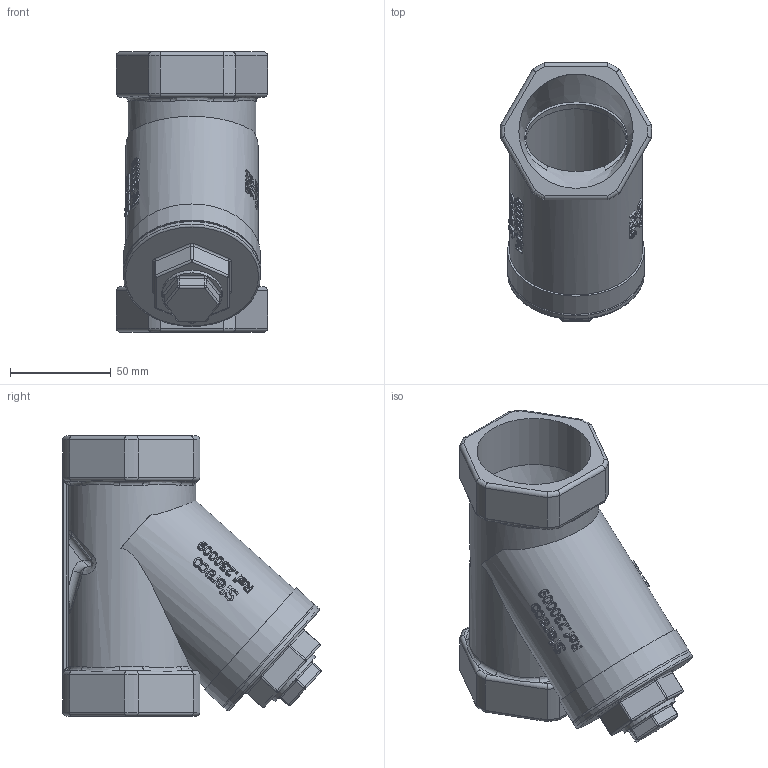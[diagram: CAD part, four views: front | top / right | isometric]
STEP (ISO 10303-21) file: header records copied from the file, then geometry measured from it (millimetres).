
FILE_DESCRIPTION(/* description */ ('230009'),/* implementation_level */ '2;1');
FILE_NAME(/* name */ '230009.stp',/* time_stamp */ '2015-10-09T13:16:55+02:00',/* author */ ('jmorand'),/* organization */ ('Sferaco'),/* preprocessor_version */ 'ST-DEVELOPER v16.1',/* originating_system */ 'Autodesk Inventor 2016',/* authorisation */ '');
FILE_SCHEMA (('AUTOMOTIVE_DESIGN { 1 0 10303 214 3 1 1 }'));
Length unit declared in the file: millimetre
Products named in the file (1): 230009_bd
Bounding box: 74.97 x 128.08 x 139 mm (x, y, z)
Volume: 260230.1 mm3; surface area: 109994 mm2
Topology: 1 solids, 1 shells, 700 faces, 1781 edges, 1125 vertices
Faces by surface type: bspline 282, plane 206, cylinder 141, torus 56, sphere 14, cone 1
Full cylindrical faces by diameter (mm): 24.117 x1, 30 x1, 50 x1, 53 x1, 54 x1, 55 x1, 56.656 x2, 58.376 x1, 66 x1, 68 x2
Entity records: 29958 total; most frequent: CARTESIAN_POINT 14213, ORIENTED_EDGE 3506, DIRECTION 2379, EDGE_CURVE 1753, VERTEX_POINT 1119, AXIS2_PLACEMENT_3D 825, EDGE_LOOP 766, LINE 729
